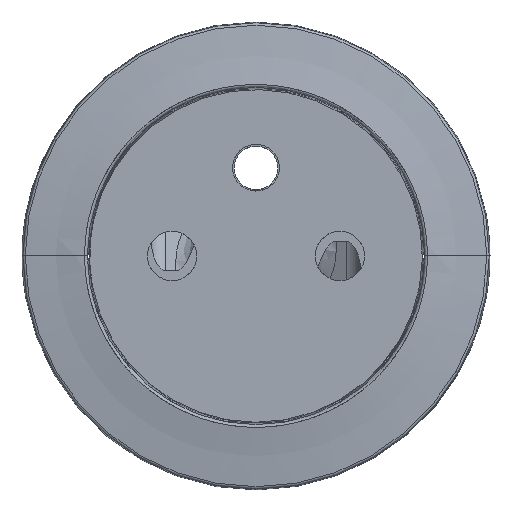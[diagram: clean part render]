
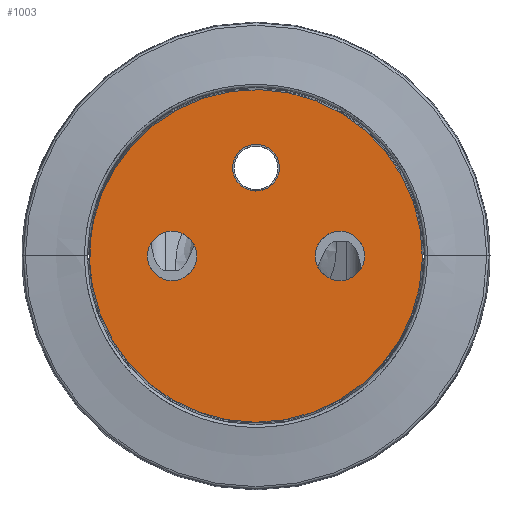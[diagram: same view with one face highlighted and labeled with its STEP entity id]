
A CAD part, top view. The second image highlights one B-rep face of the part: STEP entity #1003.
In plain terms, the highlighted planar face has unit normal (0, 0, 1).
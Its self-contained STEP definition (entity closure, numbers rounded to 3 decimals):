
#921=AXIS2_PLACEMENT_3D('Circle Axis2P3D',#919,#920,$) ;
#938=AXIS2_PLACEMENT_3D('Plane Axis2P3D',#935,#936,#937) ;
#942=AXIS2_PLACEMENT_3D('Circle Axis2P3D',#940,#941,$) ;
#951=AXIS2_PLACEMENT_3D('Circle Axis2P3D',#949,#950,$) ;
#960=AXIS2_PLACEMENT_3D('Circle Axis2P3D',#958,#959,$) ;
#969=AXIS2_PLACEMENT_3D('Circle Axis2P3D',#967,#968,$) ;
#978=AXIS2_PLACEMENT_3D('Circle Axis2P3D',#976,#977,$) ;
#987=AXIS2_PLACEMENT_3D('Circle Axis2P3D',#985,#986,$) ;
#996=AXIS2_PLACEMENT_3D('Circle Axis2P3D',#994,#995,$) ;
#874=CARTESIAN_POINT('Vertex',(-18.521,-3.439,0.)) ;
#916=CARTESIAN_POINT('Vertex',(-18.421,3.937,0.)) ;
#919=CARTESIAN_POINT('Axis2P3D Location',(0.,0.,0.)) ;
#935=CARTESIAN_POINT('Axis2P3D Location',(0.,0.,0.)) ;
#940=CARTESIAN_POINT('Axis2P3D Location',(0.,0.,0.)) ;
#949=CARTESIAN_POINT('Axis2P3D Location',(9.5,0.,0.)) ;
#953=CARTESIAN_POINT('Vertex',(12.3,0.,0.)) ;
#955=CARTESIAN_POINT('Vertex',(6.7,0.,0.)) ;
#958=CARTESIAN_POINT('Axis2P3D Location',(9.5,0.,0.)) ;
#967=CARTESIAN_POINT('Axis2P3D Location',(-9.5,0.,0.)) ;
#971=CARTESIAN_POINT('Vertex',(-6.7,0.,0.)) ;
#973=CARTESIAN_POINT('Vertex',(-12.3,0.,0.)) ;
#976=CARTESIAN_POINT('Axis2P3D Location',(-9.5,0.,0.)) ;
#985=CARTESIAN_POINT('Axis2P3D Location',(0.,10.,0.)) ;
#989=CARTESIAN_POINT('Vertex',(-1.27,12.326,0.)) ;
#991=CARTESIAN_POINT('Vertex',(1.27,7.674,0.)) ;
#994=CARTESIAN_POINT('Axis2P3D Location',(0.,10.,0.)) ;
#920=DIRECTION('Axis2P3D Direction',(0.,0.,-1.)) ;
#936=DIRECTION('Axis2P3D Direction',(0.,0.,-1.)) ;
#937=DIRECTION('Axis2P3D XDirection',(-1.,0.,0.)) ;
#941=DIRECTION('Axis2P3D Direction',(0.,0.,-1.)) ;
#950=DIRECTION('Axis2P3D Direction',(0.,0.,-1.)) ;
#959=DIRECTION('Axis2P3D Direction',(0.,0.,-1.)) ;
#968=DIRECTION('Axis2P3D Direction',(0.,0.,-1.)) ;
#977=DIRECTION('Axis2P3D Direction',(0.,0.,-1.)) ;
#986=DIRECTION('Axis2P3D Direction',(0.,0.,-1.)) ;
#995=DIRECTION('Axis2P3D Direction',(0.,0.,-1.)) ;
#946=ORIENTED_EDGE('',*,*,#923,.T.) ;
#947=ORIENTED_EDGE('',*,*,#944,.T.) ;
#964=ORIENTED_EDGE('',*,*,#957,.T.) ;
#965=ORIENTED_EDGE('',*,*,#962,.T.) ;
#982=ORIENTED_EDGE('',*,*,#975,.T.) ;
#983=ORIENTED_EDGE('',*,*,#980,.T.) ;
#1000=ORIENTED_EDGE('',*,*,#993,.F.) ;
#1001=ORIENTED_EDGE('',*,*,#998,.F.) ;
#966=FACE_BOUND('',#963,.T.) ;
#984=FACE_BOUND('',#981,.T.) ;
#1002=FACE_BOUND('',#999,.T.) ;
#1003=ADVANCED_FACE('GE00123_A.1\\piston',(#948,#966,#984,#1002),#939,.F.) ;
#922=CIRCLE('generated circle',#921,18.837) ;
#943=CIRCLE('generated circle',#942,18.837) ;
#952=CIRCLE('generated circle',#951,2.8) ;
#961=CIRCLE('generated circle',#960,2.8) ;
#970=CIRCLE('generated circle',#969,2.8) ;
#979=CIRCLE('generated circle',#978,2.8) ;
#988=CIRCLE('generated circle',#987,2.65) ;
#997=CIRCLE('generated circle',#996,2.65) ;
#923=EDGE_CURVE('',#875,#917,#922,.F.) ;
#944=EDGE_CURVE('',#917,#875,#943,.F.) ;
#957=EDGE_CURVE('',#954,#956,#952,.T.) ;
#962=EDGE_CURVE('',#956,#954,#961,.T.) ;
#975=EDGE_CURVE('',#972,#974,#970,.T.) ;
#980=EDGE_CURVE('',#974,#972,#979,.T.) ;
#993=EDGE_CURVE('',#990,#992,#988,.F.) ;
#998=EDGE_CURVE('',#992,#990,#997,.F.) ;
#945=EDGE_LOOP('',(#946,#947)) ;
#963=EDGE_LOOP('',(#964,#965)) ;
#981=EDGE_LOOP('',(#982,#983)) ;
#999=EDGE_LOOP('',(#1000,#1001)) ;
#948=FACE_OUTER_BOUND('',#945,.T.) ;
#939=PLANE('',#938) ;
#875=VERTEX_POINT('',#874) ;
#917=VERTEX_POINT('',#916) ;
#954=VERTEX_POINT('',#953) ;
#956=VERTEX_POINT('',#955) ;
#972=VERTEX_POINT('',#971) ;
#974=VERTEX_POINT('',#973) ;
#990=VERTEX_POINT('',#989) ;
#992=VERTEX_POINT('',#991) ;
